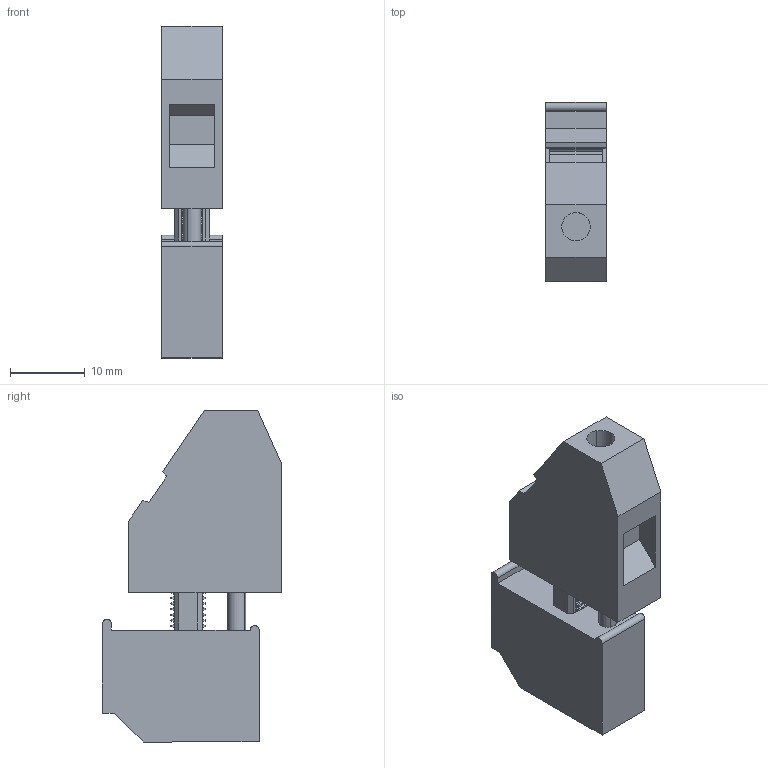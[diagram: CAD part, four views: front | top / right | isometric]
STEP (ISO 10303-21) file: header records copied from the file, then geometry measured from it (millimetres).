
FILE_DESCRIPTION(('CATIA V5 STEP Exchange','CAx-IF Rec.Pracs.--- Model Styling and Organization---1.2---2011-12-15'),'2;1');
FILE_NAME ('D1467944_0', '2018-11-30T11:19:01+00:00', ('none'), ('Weidmueller'), 'CATIA Version 5-6 Release 2014', 'CATIA V5 STEP AP214', 'none');
FILE_SCHEMA(('AUTOMOTIVE_DESIGN { 1 0 10303 214 1 1 1 1 }'));
Length unit declared in the file: millimetre
Products named in the file (1): 1934050000
Bounding box: 8.1 x 24 x 44.5 mm (x, y, z)
Volume: 5472 mm3; surface area: 3624.8 mm2
Topology: 3 solids, 3 shells, 236 faces, 594 edges, 394 vertices
Faces by surface type: plane 164, cylinder 70, torus 2
Entity records: 6712 total; most frequent: ORIENTED_EDGE 1188, CARTESIAN_POINT 1180, DIRECTION 976, EDGE_CURVE 594, VECTOR 450, LINE 450, VERTEX_POINT 394, AXIS2_PLACEMENT_3D 336
